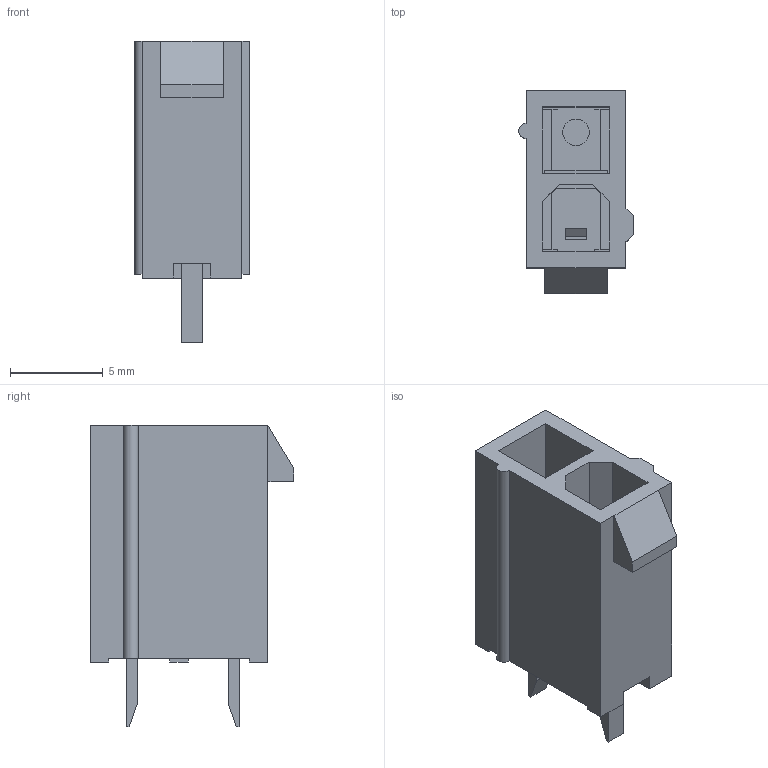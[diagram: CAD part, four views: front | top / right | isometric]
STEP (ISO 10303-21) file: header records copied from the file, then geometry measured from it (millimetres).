
FILE_DESCRIPTION (( 'STEP AP203' ), '1' );
FILE_NAME ('CONNM39281023(217 Thou)_CONNM39281023_01_sldprt.STEP', '2016-06-02T17:07:42', ( 'Shusen Zhang' ), ( 'MathWorks' ), 'SwSTEP 2.0', 'SolidWorks 2015', '' );
FILE_SCHEMA (( 'CONFIG_CONTROL_DESIGN' ));
Length unit declared in the file: inch
Products named in the file (1): CONNM39281023(217 Thou)_CONNM39281023_01_sldprt
Bounding box: 6.2 x 11 x 16.3 mm (x, y, z)
Surface area: 787.2 mm2 (no closed solid volume)
Topology: 0 solids, 2 shells, 67 faces, 181 edges, 120 vertices
Faces by surface type: plane 64, cylinder 3
Entity records: 2135 total; most frequent: CARTESIAN_POINT 369, ORIENTED_EDGE 352, DIRECTION 323, EDGE_CURVE 181, LINE 175, VECTOR 175, VERTEX_POINT 120, AXIS2_PLACEMENT_3D 74
